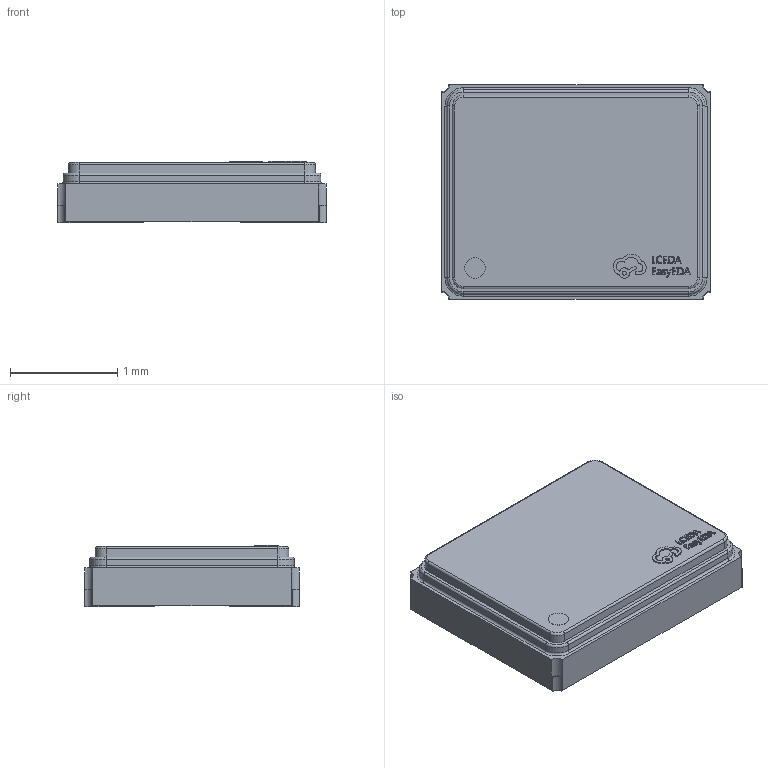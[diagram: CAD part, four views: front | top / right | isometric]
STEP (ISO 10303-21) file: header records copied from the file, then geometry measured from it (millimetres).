
FILE_DESCRIPTION (( 'STEP AP214' ), '1' );
FILE_NAME ('CRYSTAL-SMD_4P-L2.5-W2.0-BL.STEP', '2023-03-23T06:17:58', ( 'PC' ), ( 'Microsoft' ), 'SwSTEP 2.0', 'SolidWorks 2020', '' );
FILE_SCHEMA (( 'AUTOMOTIVE_DESIGN' ));
Length unit declared in the file: millimetre
Products named in the file (1): CRYSTAL-SMD_4P-L2.5-W2.0-BL
Bounding box: 2.5 x 2 x 0.57 mm (x, y, z)
Volume: 2.6 mm3; surface area: 14.7 mm2
Topology: 1 solids, 1 shells, 316 faces, 852 edges, 560 vertices
Faces by surface type: plane 176, bspline 98, cylinder 30, torus 12
Entity records: 13866 total; most frequent: CARTESIAN_POINT 3035, ORIENTED_EDGE 1704, DIRECTION 1170, EDGE_CURVE 852, LINE 572, VECTOR 572, VERTEX_POINT 560, EDGE_LOOP 338
